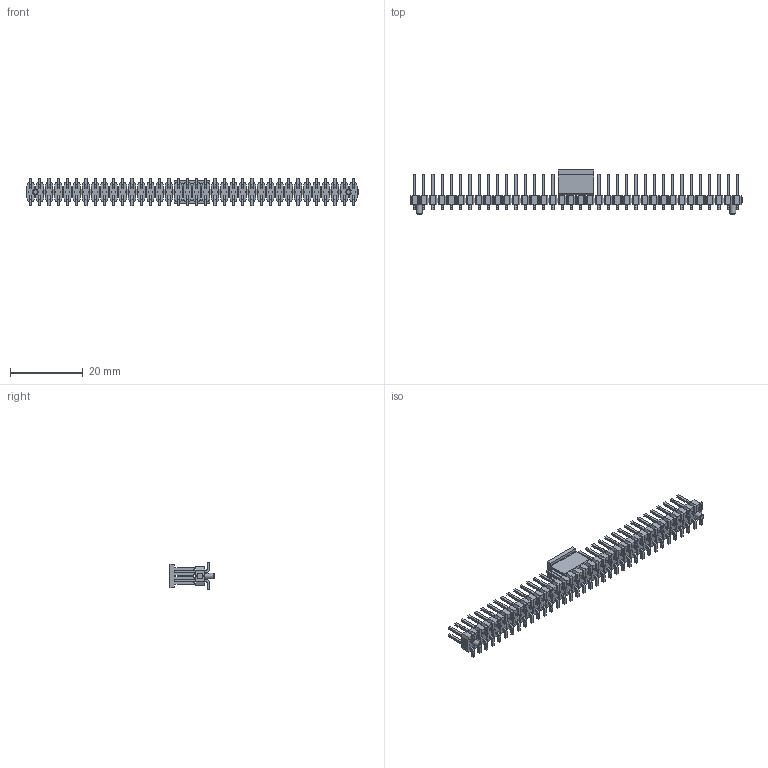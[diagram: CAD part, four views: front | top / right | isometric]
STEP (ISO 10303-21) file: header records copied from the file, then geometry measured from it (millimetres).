
FILE_DESCRIPTION(/* description */ ('STEP AP214'),/* implementation_level */ '2;1');
FILE_NAME(/* name */ 'TSM-136-01-L-DV-A-P',/* time_stamp */ '2024-03-19T11:38:33+01:00',/* author */ ('License CC BY-ND 4.0'),/* organization */ ('CADENAS'),/* preprocessor_version */ 'ST-DEVELOPER v19.3',/* originating_system */ 'PARTsolutions',/* authorisation */ ' ');
FILE_SCHEMA (('AUTOMOTIVE_DESIGN {1 0 10303 214 3 1 1}'));
Products named in the file (4): TSM-136-01-L-DV-A-P; TSM-136-01-DV-A_body; PPP-06-01-36--DV; T-1S6-16(-01-36-DV)
Assembly tree (3 placements, depth 2):
  TSM-136-01-L-DV-A-P
    TSM-136-01-DV-A_body
    PPP-06-01-36--DV
    T-1S6-16(-01-36-DV)
Bounding box: 91.44 x 12.19 x 7.7 mm (x, y, z)
Volume: 1465.1 mm3; surface area: 5383.4 mm2
Topology: 3 solids, 3 shells, 2494 faces, 7466 edges, 4974 vertices
Faces by surface type: plane 2330, cylinder 162, cone 2
Full cylindrical faces by diameter (mm): 1.6 x2
Entity records: 82865 total; most frequent: CARTESIAN_POINT 14930, ORIENTED_EDGE 14920, DIRECTION 12788, EDGE_CURVE 7460, LINE 7128, VECTOR 7128, VERTEX_POINT 4972, AXIS2_PLACEMENT_3D 2830
